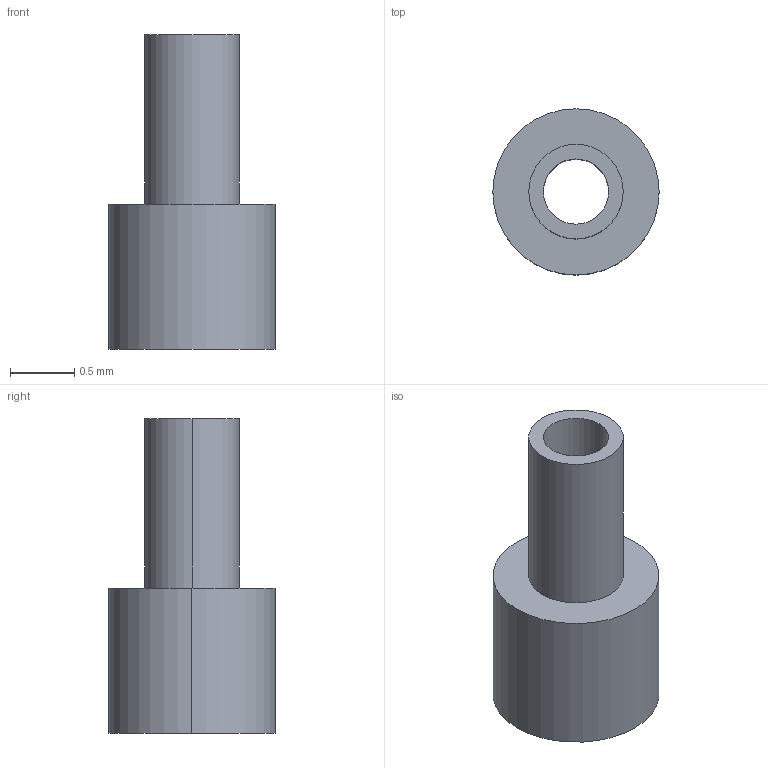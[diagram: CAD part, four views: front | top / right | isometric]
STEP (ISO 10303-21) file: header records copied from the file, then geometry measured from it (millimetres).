
FILE_DESCRIPTION (( 'STEP AP203' ), '1' );
FILE_NAME ('NNP-DWG-140-004-000 Interconnect, Front-Rear Insulator.STEP', '2024-06-20T20:20:34', ( '' ), ( '' ), 'SwSTEP 2.0', 'SolidWorks 2024', '' );
FILE_SCHEMA (( 'CONFIG_CONTROL_DESIGN' ));
Length unit declared in the file: inch
Products named in the file (1): NNP-DWG-140-004-000 Interconnect, Front-Rear Insulator
Bounding box: 1.3 x 1.3 x 2.45 mm (x, y, z)
Volume: 1.6 mm3; surface area: 13.8 mm2
Topology: 1 solids, 1 shells, 9 faces, 18 edges, 12 vertices
Faces by surface type: cylinder 6, plane 3
Entity records: 327 total; most frequent: DIRECTION 50, CARTESIAN_POINT 40, ORIENTED_EDGE 36, AXIS2_PLACEMENT_3D 22, EDGE_CURVE 18, CIRCLE 12, EDGE_LOOP 12, VERTEX_POINT 12
